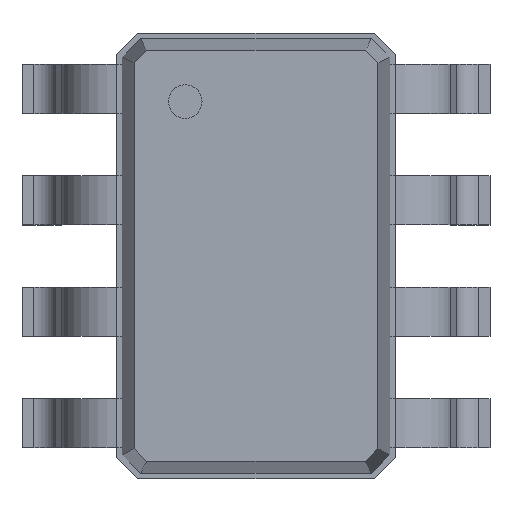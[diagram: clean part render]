
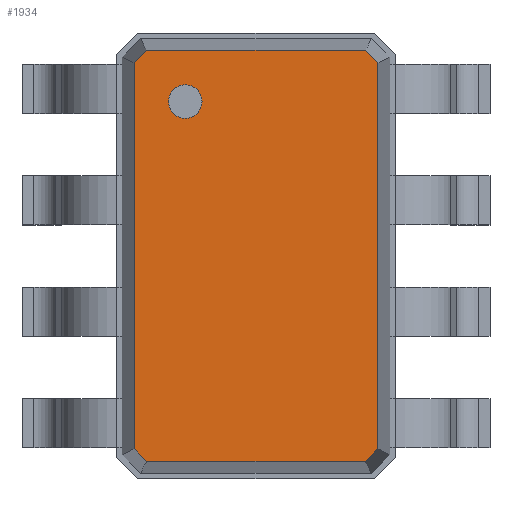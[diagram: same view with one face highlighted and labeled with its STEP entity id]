
A CAD part, top view. The second image highlights one B-rep face of the part: STEP entity #1934.
In plain terms, the highlighted planar face has unit normal (0, 0, 1).
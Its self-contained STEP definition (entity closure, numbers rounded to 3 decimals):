
#13=DIRECTION('',(0.,0.,1.));
#27=VECTOR('',#28,1.);
#28=DIRECTION('',(1.,0.,0.));
#51=VECTOR('',#52,1.);
#52=DIRECTION('',(0.707,-0.707,0.));
#58=VECTOR('',#59,1.);
#59=DIRECTION('',(0.,-1.,0.));
#65=VECTOR('',#66,1.);
#66=DIRECTION('',(-0.707,-0.707,0.));
#72=VECTOR('',#73,1.);
#73=DIRECTION('',(-1.,0.,0.));
#79=VECTOR('',#80,1.);
#80=DIRECTION('',(-0.707,0.707,0.));
#86=VECTOR('',#87,1.);
#87=DIRECTION('',(0.,1.,0.));
#91=VECTOR('',#92,1.);
#92=DIRECTION('',(0.707,0.707,0.));
#805=VERTEX_POINT('',#806);
#806=CARTESIAN_POINT('',(-0.547,0.866,1.));
#808=ORIENTED_EDGE('',*,*,#809,.F.);
#809=EDGE_CURVE('',#810,#805,#812,.T.);
#810=VERTEX_POINT('',#811);
#811=CARTESIAN_POINT('',(-0.547,-0.866,1.));
#812=LINE('',#811,#86);
#823=VERTEX_POINT('',#824);
#824=CARTESIAN_POINT('',(-0.491,0.922,1.));
#826=ORIENTED_EDGE('',*,*,#827,.F.);
#827=EDGE_CURVE('',#805,#823,#828,.T.);
#828=LINE('',#806,#91);
#837=VERTEX_POINT('',#838);
#838=CARTESIAN_POINT('',(0.491,0.922,1.));
#840=ORIENTED_EDGE('',*,*,#841,.F.);
#841=EDGE_CURVE('',#823,#837,#842,.T.);
#842=LINE('',#824,#27);
#851=VERTEX_POINT('',#852);
#852=CARTESIAN_POINT('',(0.547,0.866,1.));
#854=ORIENTED_EDGE('',*,*,#855,.F.);
#855=EDGE_CURVE('',#837,#851,#856,.T.);
#856=LINE('',#838,#51);
#897=VERTEX_POINT('',#898);
#898=CARTESIAN_POINT('',(0.547,-0.866,1.));
#900=ORIENTED_EDGE('',*,*,#901,.F.);
#901=EDGE_CURVE('',#851,#897,#902,.T.);
#902=LINE('',#852,#58);
#1934=ADVANCED_FACE('',(#1935,#1950),#1960,.T.);
#1935=FACE_BOUND('',#1936,.T.);
#1936=EDGE_LOOP('',(#840,#826,#808,#1937,#1942,#1947,#900,#854));
#1937=ORIENTED_EDGE('',*,*,#1938,.F.);
#1938=EDGE_CURVE('',#1939,#810,#1941,.T.);
#1939=VERTEX_POINT('',#1940);
#1940=CARTESIAN_POINT('',(-0.491,-0.922,1.));
#1941=LINE('',#1940,#79);
#1942=ORIENTED_EDGE('',*,*,#1943,.F.);
#1943=EDGE_CURVE('',#1944,#1939,#1946,.T.);
#1944=VERTEX_POINT('',#1945);
#1945=CARTESIAN_POINT('',(0.491,-0.922,1.));
#1946=LINE('',#1945,#72);
#1947=ORIENTED_EDGE('',*,*,#1948,.F.);
#1948=EDGE_CURVE('',#897,#1944,#1949,.T.);
#1949=LINE('',#898,#65);
#1950=FACE_BOUND('',#1951,.T.);
#1951=EDGE_LOOP('',(#1952));
#1952=ORIENTED_EDGE('',*,*,#1953,.T.);
#1953=EDGE_CURVE('',#1954,#1954,#1956,.T.);
#1954=VERTEX_POINT('',#1955);
#1955=CARTESIAN_POINT('',(-0.317,0.617,1.));
#1956=CIRCLE('',#1957,0.075);
#1957=AXIS2_PLACEMENT_3D('',#1958,#1959,#59);
#1958=CARTESIAN_POINT('',(-0.317,0.692,1.));
#1959=DIRECTION('',(0.,-0.,-1.));
#1960=PLANE('',#1961);
#1961=AXIS2_PLACEMENT_3D('',#824,#13,#1962);
#1962=DIRECTION('',(0.47,-0.883,0.));
